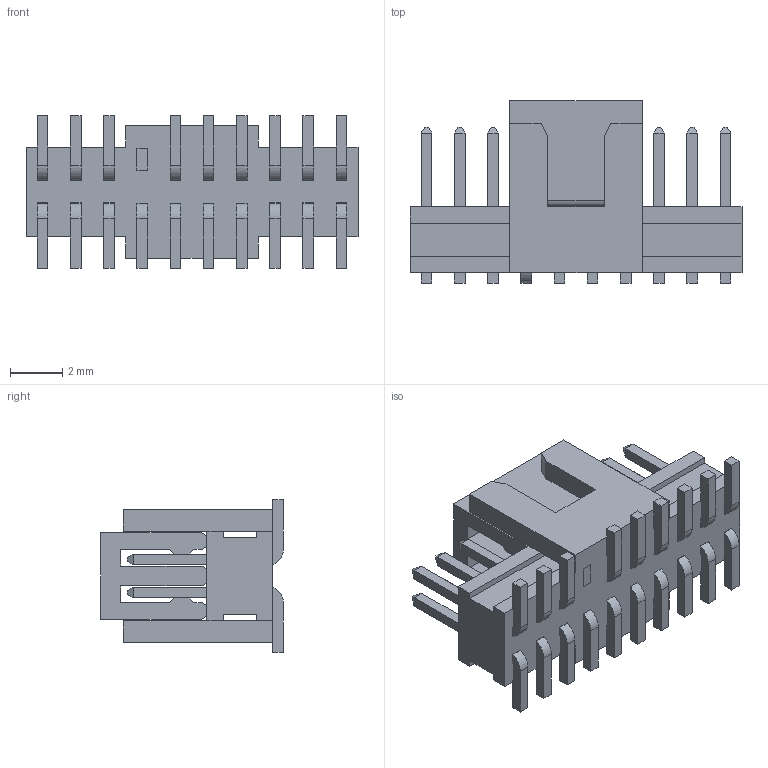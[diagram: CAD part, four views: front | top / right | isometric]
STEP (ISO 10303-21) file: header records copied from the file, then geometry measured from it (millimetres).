
FILE_DESCRIPTION(/* description */ ('STEP AP214'),/* implementation_level */ '2;1');
FILE_NAME(/* name */ 'FTSH-110-01-L-DV-007-K-P',/* time_stamp */ '2023-11-08T18:51:34+01:00',/* author */ ('License CC BY-ND 4.0'),/* organization */ ('CADENAS'),/* preprocessor_version */ 'ST-DEVELOPER v19.3',/* originating_system */ 'PARTsolutions',/* authorisation */ ' ');
FILE_SCHEMA (('AUTOMOTIVE_DESIGN {1 0 10303 214 3 1 1}'));
Length unit declared in the file: inch
Products named in the file (5): FTSH-110-01-L-DV-007-K-P; FTSH-110-01-L-DV-007-K-P_pp_pad; FTSH-110-01-L-DV-007-K-P_pins2; FTSH-110-01-L-DV-007-K-P_pins1; FTSH-110-01-L-DV-007-K-P_body
Assembly tree (4 placements, depth 2):
  FTSH-110-01-L-DV-007-K-P
    FTSH-110-01-L-DV-007-K-P_pp_pad
    FTSH-110-01-L-DV-007-K-P_pins2
    FTSH-110-01-L-DV-007-K-P_pins1
    FTSH-110-01-L-DV-007-K-P_body
Bounding box: 12.7 x 6.99 x 5.84 mm (x, y, z)
Volume: 232.8 mm3; surface area: 838.5 mm2
Topology: 4 solids, 4 shells, 468 faces, 1281 edges, 824 vertices
Faces by surface type: plane 443, cylinder 25
Entity records: 14626 total; most frequent: CARTESIAN_POINT 2578, ORIENTED_EDGE 2562, DIRECTION 2277, EDGE_CURVE 1281, LINE 1231, VECTOR 1231, VERTEX_POINT 824, AXIS2_PLACEMENT_3D 523
